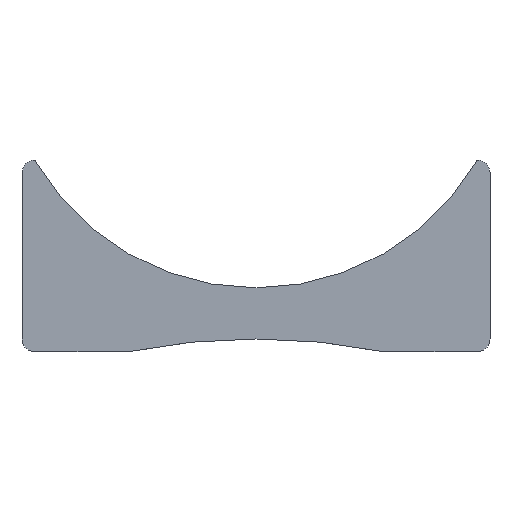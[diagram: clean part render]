
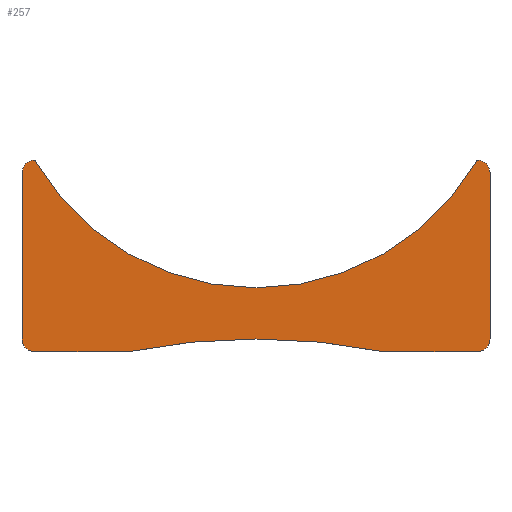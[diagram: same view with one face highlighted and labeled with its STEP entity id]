
A CAD part, top view. The second image highlights one B-rep face of the part: STEP entity #257.
In plain terms, the highlighted planar face has unit normal (0, 0, 1).
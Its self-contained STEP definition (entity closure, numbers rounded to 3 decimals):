
#19=PLANE('',#310);
#33=FACE_OUTER_BOUND('',#47,.T.);
#47=EDGE_LOOP('',(#213,#214,#215,#216,#217,#218,#219,#220,#221,#222,#223,
#224));
#52=LINE('',#408,#72);
#60=LINE('',#444,#80);
#64=LINE('',#456,#84);
#68=LINE('',#466,#88);
#72=VECTOR('',#325,10.);
#80=VECTOR('',#365,10.);
#84=VECTOR('',#377,10.);
#88=VECTOR('',#389,10.);
#90=CIRCLE('',#284,5.);
#92=CIRCLE('',#288,5.);
#94=CIRCLE('',#291,1.);
#96=CIRCLE('',#294,100.);
#98=CIRCLE('',#297,1.);
#100=CIRCLE('',#300,5.);
#102=CIRCLE('',#304,5.);
#104=CIRCLE('',#308,252.5);
#107=VERTEX_POINT('',#399);
#108=VERTEX_POINT('',#401);
#110=VERTEX_POINT('',#407);
#112=VERTEX_POINT('',#413);
#114=VERTEX_POINT('',#419);
#116=VERTEX_POINT('',#425);
#118=VERTEX_POINT('',#431);
#120=VERTEX_POINT('',#437);
#122=VERTEX_POINT('',#443);
#124=VERTEX_POINT('',#449);
#126=VERTEX_POINT('',#455);
#128=VERTEX_POINT('',#461);
#131=EDGE_CURVE('',#108,#107,#90,.T.);
#134=EDGE_CURVE('',#110,#108,#52,.T.);
#137=EDGE_CURVE('',#112,#110,#92,.T.);
#140=EDGE_CURVE('',#114,#112,#94,.T.);
#143=EDGE_CURVE('',#116,#114,#96,.T.);
#146=EDGE_CURVE('',#118,#116,#98,.T.);
#149=EDGE_CURVE('',#120,#118,#100,.T.);
#152=EDGE_CURVE('',#122,#120,#60,.T.);
#155=EDGE_CURVE('',#124,#122,#102,.T.);
#158=EDGE_CURVE('',#126,#124,#64,.T.);
#161=EDGE_CURVE('',#128,#126,#104,.T.);
#164=EDGE_CURVE('',#107,#128,#68,.T.);
#213=ORIENTED_EDGE('',*,*,#164,.T.);
#214=ORIENTED_EDGE('',*,*,#161,.T.);
#215=ORIENTED_EDGE('',*,*,#158,.T.);
#216=ORIENTED_EDGE('',*,*,#155,.T.);
#217=ORIENTED_EDGE('',*,*,#152,.T.);
#218=ORIENTED_EDGE('',*,*,#149,.T.);
#219=ORIENTED_EDGE('',*,*,#146,.T.);
#220=ORIENTED_EDGE('',*,*,#143,.T.);
#221=ORIENTED_EDGE('',*,*,#140,.T.);
#222=ORIENTED_EDGE('',*,*,#137,.T.);
#223=ORIENTED_EDGE('',*,*,#134,.T.);
#224=ORIENTED_EDGE('',*,*,#131,.T.);
#257=ADVANCED_FACE('',(#33),#19,.T.);
#284=AXIS2_PLACEMENT_3D('',#402,#319,#320);
#288=AXIS2_PLACEMENT_3D('',#414,#331,#332);
#291=AXIS2_PLACEMENT_3D('',#420,#338,#339);
#294=AXIS2_PLACEMENT_3D('',#426,#345,#346);
#297=AXIS2_PLACEMENT_3D('',#432,#352,#353);
#300=AXIS2_PLACEMENT_3D('',#438,#359,#360);
#304=AXIS2_PLACEMENT_3D('',#450,#371,#372);
#308=AXIS2_PLACEMENT_3D('',#462,#383,#384);
#310=AXIS2_PLACEMENT_3D('',#467,#390,#391);
#319=DIRECTION('center_axis',(0.,0.,1.));
#320=DIRECTION('ref_axis',(-1.,0.,0.));
#325=DIRECTION('',(0.,-1.,0.));
#331=DIRECTION('center_axis',(0.,0.,1.));
#332=DIRECTION('ref_axis',(-0.138,0.99,0.));
#338=DIRECTION('center_axis',(0.,0.,1.));
#339=DIRECTION('ref_axis',(0.863,0.505,0.));
#345=DIRECTION('center_axis',(0.,0.,-1.));
#346=DIRECTION('ref_axis',(0.863,0.505,0.));
#352=DIRECTION('center_axis',(0.,0.,1.));
#353=DIRECTION('ref_axis',(0.138,0.99,0.));
#359=DIRECTION('center_axis',(0.,0.,1.));
#360=DIRECTION('ref_axis',(1.,0.,0.));
#365=DIRECTION('',(0.,1.,0.));
#371=DIRECTION('center_axis',(0.,0.,1.));
#372=DIRECTION('ref_axis',(0.,-1.,0.));
#377=DIRECTION('',(1.,0.,0.));
#383=DIRECTION('center_axis',(0.,0.,-1.));
#384=DIRECTION('ref_axis',(-0.198,-0.98,0.));
#389=DIRECTION('',(1.,0.,0.));
#390=DIRECTION('center_axis',(0.,0.,1.));
#391=DIRECTION('ref_axis',(1.,0.,0.));
#399=CARTESIAN_POINT('',(-86.603,-125.,5.));
#401=CARTESIAN_POINT('',(-91.603,-120.,5.));
#402=CARTESIAN_POINT('Origin',(-86.603,-120.,5.));
#407=CARTESIAN_POINT('',(-91.603,-55.,5.));
#408=CARTESIAN_POINT('',(-91.603,-55.,5.));
#413=CARTESIAN_POINT('',(-87.294,-50.048,5.));
#414=CARTESIAN_POINT('Origin',(-86.603,-55.,5.));
#419=CARTESIAN_POINT('',(-86.293,-50.533,5.));
#420=CARTESIAN_POINT('Origin',(-87.156,-51.038,5.));
#425=CARTESIAN_POINT('',(86.293,-50.533,5.));
#426=CARTESIAN_POINT('Origin',(0.,0.,5.));
#431=CARTESIAN_POINT('',(87.294,-50.048,5.));
#432=CARTESIAN_POINT('Origin',(87.156,-51.038,5.));
#437=CARTESIAN_POINT('',(91.603,-55.,5.));
#438=CARTESIAN_POINT('Origin',(86.603,-55.,5.));
#443=CARTESIAN_POINT('',(91.603,-120.,5.));
#444=CARTESIAN_POINT('',(91.603,-120.,5.));
#449=CARTESIAN_POINT('',(86.603,-125.,5.));
#450=CARTESIAN_POINT('Origin',(86.603,-120.,5.));
#455=CARTESIAN_POINT('',(50.,-125.,5.));
#456=CARTESIAN_POINT('',(-86.603,-125.,5.));
#461=CARTESIAN_POINT('',(-50.,-125.,5.));
#462=CARTESIAN_POINT('Origin',(0.,-372.5,5.));
#466=CARTESIAN_POINT('',(-86.603,-125.,5.));
#467=CARTESIAN_POINT('Origin',(0.,-87.519,5.));
